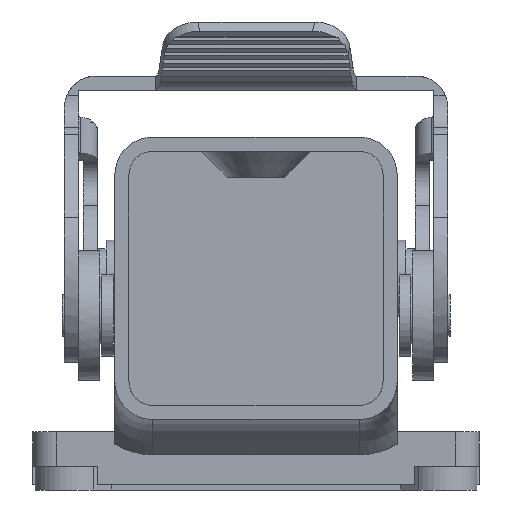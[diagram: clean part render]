
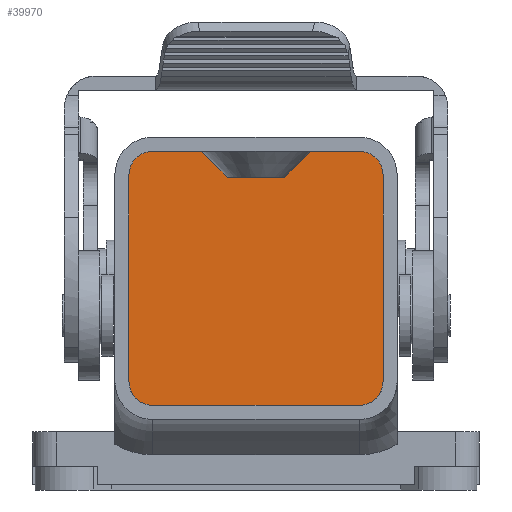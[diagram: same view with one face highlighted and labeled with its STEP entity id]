
A CAD part, front view. The second image highlights one B-rep face of the part: STEP entity #39970.
In plain terms, the highlighted face is planar.
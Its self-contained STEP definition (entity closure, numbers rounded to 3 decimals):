
#5570=CARTESIAN_POINT('',(24.1,64.082,4.));
#5580=DIRECTION('',(0.,0.,1.));
#5590=DIRECTION('',(1.,0.,0.));
#5600=AXIS2_PLACEMENT_3D('',#5570,#5580,#5590);
#5610=CIRCLE('',#5600,2.);
#5620=CARTESIAN_POINT('',(24.1,66.082,4.));
#5630=VERTEX_POINT('',#5620);
#5640=CARTESIAN_POINT('',(22.1,64.082,4.));
#5650=VERTEX_POINT('',#5640);
#5660=EDGE_CURVE('',#5630,#5650,#5610,.T.);
#8590=CARTESIAN_POINT('',(43.7,44.482,4.));
#8600=VERTEX_POINT('',#8590);
#8650=CARTESIAN_POINT('',(43.7,0.,4.));
#8660=DIRECTION('',(0.,-1.,0.));
#8670=VECTOR('',#8660,1.);
#8680=LINE('',#8650,#8670);
#8690=CARTESIAN_POINT('',(43.7,64.082,4.));
#8700=VERTEX_POINT('',#8690);
#8710=EDGE_CURVE('',#8700,#8600,#8680,.T.);
#9490=CARTESIAN_POINT('',(0.,63.882,4.));
#9500=DIRECTION('',(1.,0.,0.));
#9510=VECTOR('',#9500,1.);
#9520=LINE('',#9490,#9510);
#9530=CARTESIAN_POINT('',(30.45,63.882,4.));
#9540=VERTEX_POINT('',#9530);
#9550=CARTESIAN_POINT('',(35.35,63.882,4.));
#9560=VERTEX_POINT('',#9550);
#9570=EDGE_CURVE('',#9540,#9560,#9520,.T.);
#18490=CARTESIAN_POINT('',(22.1,0.,4.));
#18500=DIRECTION('',(0.,-1.,0.));
#18510=VECTOR('',#18500,1.);
#18520=LINE('',#18490,#18510);
#18530=CARTESIAN_POINT('',(22.1,44.482,4.));
#18540=VERTEX_POINT('',#18530);
#18550=EDGE_CURVE('',#5650,#18540,#18520,.T.);
#27150=CARTESIAN_POINT('',(0.,94.332,4.));
#27160=DIRECTION('',(-0.707,0.707,0.));
#27170=VECTOR('',#27160,1.);
#27180=LINE('',#27150,#27170);
#27190=CARTESIAN_POINT('',(28.25,66.082,4.));
#27200=VERTEX_POINT('',#27190);
#27210=EDGE_CURVE('',#9540,#27200,#27180,.T.);
#35130=CARTESIAN_POINT('',(0.,44.482,4.));
#35140=DIRECTION('',(1.,0.,0.));
#35150=VECTOR('',#35140,1.);
#35160=LINE('',#35130,#35150);
#35170=EDGE_CURVE('',#18540,#8600,#35160,.T.);
#39550=CARTESIAN_POINT('',(26.081,48.214,4.));
#39560=DIRECTION('',(0.,0.,1.));
#39570=DIRECTION('',(1.,0.,0.));
#39580=AXIS2_PLACEMENT_3D('',#39550,#39560,#39570);
#39590=PLANE('',#39580);
#39600=ORIENTED_EDGE('',*,*,#18550,.T.);
#39610=ORIENTED_EDGE('',*,*,#5660,.T.);
#39620=CARTESIAN_POINT('',(0.,66.082,4.));
#39630=DIRECTION('',(-1.,0.,0.));
#39640=VECTOR('',#39630,1.);
#39650=LINE('',#39620,#39640);
#39660=EDGE_CURVE('',#27200,#5630,#39650,.T.);
#39670=ORIENTED_EDGE('',*,*,#39660,.T.);
#39680=ORIENTED_EDGE('',*,*,#27210,.T.);
#39690=ORIENTED_EDGE('',*,*,#9570,.F.);
#39700=CARTESIAN_POINT('',(-28.528,0.004,4.));
#39710=DIRECTION('',(-0.707,-0.707,0.));
#39720=VECTOR('',#39710,1.);
#39730=LINE('',#39700,#39720);
#39740=CARTESIAN_POINT('',(37.55,66.082,4.));
#39750=VERTEX_POINT('',#39740);
#39760=EDGE_CURVE('',#39750,#9560,#39730,.T.);
#39770=ORIENTED_EDGE('',*,*,#39760,.T.);
#39780=CARTESIAN_POINT('',(0.,66.082,4.));
#39790=DIRECTION('',(-1.,0.,0.));
#39800=VECTOR('',#39790,1.);
#39810=LINE('',#39780,#39800);
#39820=CARTESIAN_POINT('',(41.7,66.082,4.));
#39830=VERTEX_POINT('',#39820);
#39840=EDGE_CURVE('',#39830,#39750,#39810,.T.);
#39850=ORIENTED_EDGE('',*,*,#39840,.T.);
#39860=CARTESIAN_POINT('',(41.7,64.082,4.));
#39870=DIRECTION('',(0.,0.,1.));
#39880=DIRECTION('',(1.,0.,0.));
#39890=AXIS2_PLACEMENT_3D('',#39860,#39870,#39880);
#39900=CIRCLE('',#39890,2.);
#39910=EDGE_CURVE('',#8700,#39830,#39900,.T.);
#39920=ORIENTED_EDGE('',*,*,#39910,.T.);
#39930=ORIENTED_EDGE('',*,*,#8710,.F.);
#39940=ORIENTED_EDGE('',*,*,#35170,.T.);
#39950=EDGE_LOOP('',(#39940,#39930,#39920,#39850,#39770,#39690,#39680,
#39670,#39610,#39600));
#39960=FACE_OUTER_BOUND('',#39950,.T.);
#39970=ADVANCED_FACE('',(#39960),#39590,.T.);
